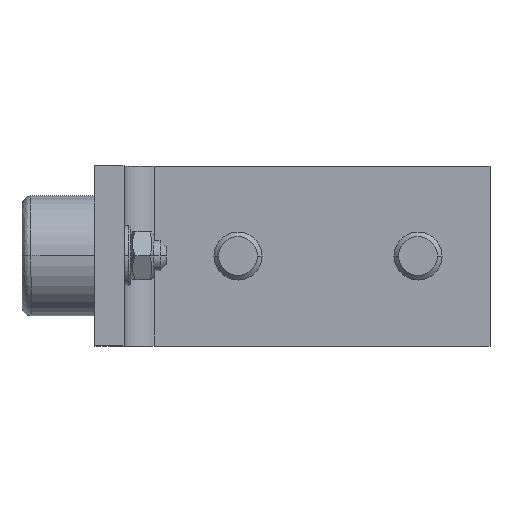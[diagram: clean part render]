
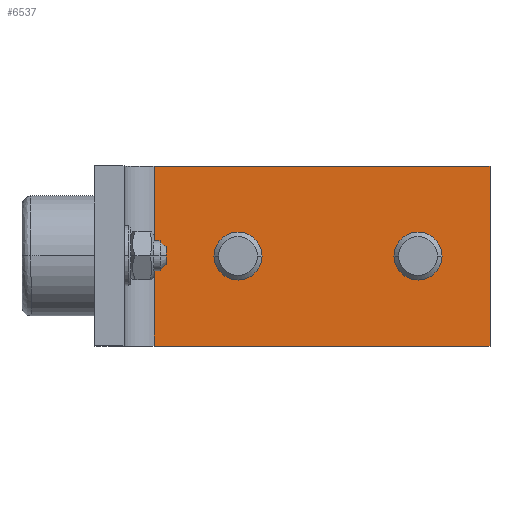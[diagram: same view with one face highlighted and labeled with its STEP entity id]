
A CAD part, top view. The second image highlights one B-rep face of the part: STEP entity #6537.
In plain terms, the highlighted planar face has unit normal (0, 0, 1).
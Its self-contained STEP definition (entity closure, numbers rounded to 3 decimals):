
#67 = VERTEX_POINT ( 'NONE', #3849 ) ;
#95 = AXIS2_PLACEMENT_3D ( 'NONE', #7003, #1557, #3987 ) ;
#117 = CARTESIAN_POINT ( 'NONE',  ( 66., -15., 5. ) ) ;
#135 = EDGE_CURVE ( 'NONE', #6578, #67, #7685, .T. ) ;
#235 = CIRCLE ( 'NONE', #95, 3.4 ) ;
#334 = CARTESIAN_POINT ( 'NONE',  ( 10., 15., 5. ) ) ;
#367 = AXIS2_PLACEMENT_3D ( 'NONE', #7359, #2875, #5812 ) ;
#504 = ORIENTED_EDGE ( 'NONE', *, *, #5361, .T. ) ;
#705 = CARTESIAN_POINT ( 'NONE',  ( 50.6, 0., 5. ) ) ;
#741 = FACE_OUTER_BOUND ( 'NONE', #5597, .T. ) ;
#747 = DIRECTION ( 'NONE',  ( 0., -1., 0. ) ) ;
#752 = EDGE_CURVE ( 'NONE', #67, #6578, #7487, .T. ) ;
#795 = FACE_BOUND ( 'NONE', #2774, .T. ) ;
#828 = EDGE_CURVE ( 'NONE', #2771, #4541, #6568, .T. ) ;
#1466 = ORIENTED_EDGE ( 'NONE', *, *, #752, .T. ) ;
#1518 = CARTESIAN_POINT ( 'NONE',  ( 66., -15., 5. ) ) ;
#1557 = DIRECTION ( 'NONE',  ( 0., 0., -1. ) ) ;
#1573 = EDGE_CURVE ( 'NONE', #2124, #4915, #235, .T. ) ;
#1577 = CARTESIAN_POINT ( 'NONE',  ( 24., 0., 5. ) ) ;
#1591 = AXIS2_PLACEMENT_3D ( 'NONE', #1577, #2884, #3451 ) ;
#1762 = ORIENTED_EDGE ( 'NONE', *, *, #828, .T. ) ;
#2013 = FACE_BOUND ( 'NONE', #3608, .T. ) ;
#2071 = EDGE_CURVE ( 'NONE', #3913, #6215, #5007, .T. ) ;
#2124 = VERTEX_POINT ( 'NONE', #705 ) ;
#2282 = CARTESIAN_POINT ( 'NONE',  ( 66., 15., 5. ) ) ;
#2353 = LINE ( 'NONE', #2962, #4705 ) ;
#2735 = CARTESIAN_POINT ( 'NONE',  ( 27.4, 0., 5. ) ) ;
#2771 = VERTEX_POINT ( 'NONE', #1518 ) ;
#2774 = EDGE_LOOP ( 'NONE', ( #5589, #6678 ) ) ;
#2807 = AXIS2_PLACEMENT_3D ( 'NONE', #3253, #3171, #6248 ) ;
#2875 = DIRECTION ( 'NONE',  ( 0., 0., -1. ) ) ;
#2884 = DIRECTION ( 'NONE',  ( 0., 0., -1. ) ) ;
#2951 = DIRECTION ( 'NONE',  ( 0., 1., 0. ) ) ;
#2962 = CARTESIAN_POINT ( 'NONE',  ( 66., 15., 5. ) ) ;
#3153 = DIRECTION ( 'NONE',  ( -1., 0., 0. ) ) ;
#3171 = DIRECTION ( 'NONE',  ( 0., 0., 1. ) ) ;
#3253 = CARTESIAN_POINT ( 'NONE',  ( 66., 15., 5. ) ) ;
#3299 = CARTESIAN_POINT ( 'NONE',  ( 10., 15., 5. ) ) ;
#3396 = ORIENTED_EDGE ( 'NONE', *, *, #3417, .T. ) ;
#3417 = EDGE_CURVE ( 'NONE', #6215, #2771, #3868, .T. ) ;
#3425 = VECTOR ( 'NONE', #2951, 1000. ) ;
#3439 = AXIS2_PLACEMENT_3D ( 'NONE', #7495, #3755, #3153 ) ;
#3451 = DIRECTION ( 'NONE',  ( -1., 0., 0. ) ) ;
#3608 = EDGE_LOOP ( 'NONE', ( #1466, #7800 ) ) ;
#3755 = DIRECTION ( 'NONE',  ( 0., 0., -1. ) ) ;
#3813 = VECTOR ( 'NONE', #4939, 1000. ) ;
#3849 = CARTESIAN_POINT ( 'NONE',  ( 20.6, 0., 5. ) ) ;
#3868 = LINE ( 'NONE', #117, #3813 ) ;
#3913 = VERTEX_POINT ( 'NONE', #334 ) ;
#3987 = DIRECTION ( 'NONE',  ( -1., 0., 0. ) ) ;
#4239 = CARTESIAN_POINT ( 'NONE',  ( 57.4, 0., 5. ) ) ;
#4444 = CIRCLE ( 'NONE', #3439, 3.4 ) ;
#4541 = VERTEX_POINT ( 'NONE', #2282 ) ;
#4705 = VECTOR ( 'NONE', #4737, 1000. ) ;
#4737 = DIRECTION ( 'NONE',  ( -1., 0., 0. ) ) ;
#4915 = VERTEX_POINT ( 'NONE', #4239 ) ;
#4939 = DIRECTION ( 'NONE',  ( 1., 0., 0. ) ) ;
#5007 = LINE ( 'NONE', #3299, #6749 ) ;
#5225 = EDGE_CURVE ( 'NONE', #4915, #2124, #4444, .T. ) ;
#5328 = CARTESIAN_POINT ( 'NONE',  ( 66., 15., 5. ) ) ;
#5361 = EDGE_CURVE ( 'NONE', #4541, #3913, #2353, .T. ) ;
#5589 = ORIENTED_EDGE ( 'NONE', *, *, #1573, .T. ) ;
#5597 = EDGE_LOOP ( 'NONE', ( #504, #7341, #3396, #1762 ) ) ;
#5812 = DIRECTION ( 'NONE',  ( -1., 0., 0. ) ) ;
#6215 = VERTEX_POINT ( 'NONE', #6921 ) ;
#6248 = DIRECTION ( 'NONE',  ( 1., 0., 0. ) ) ;
#6537 = ADVANCED_FACE ( 'NONE', ( #741, #2013, #795 ), #7466, .T. ) ;
#6568 = LINE ( 'NONE', #5328, #3425 ) ;
#6578 = VERTEX_POINT ( 'NONE', #2735 ) ;
#6678 = ORIENTED_EDGE ( 'NONE', *, *, #5225, .T. ) ;
#6749 = VECTOR ( 'NONE', #747, 1000. ) ;
#6921 = CARTESIAN_POINT ( 'NONE',  ( 10., -15., 5. ) ) ;
#7003 = CARTESIAN_POINT ( 'NONE',  ( 54., 0., 5. ) ) ;
#7341 = ORIENTED_EDGE ( 'NONE', *, *, #2071, .T. ) ;
#7359 = CARTESIAN_POINT ( 'NONE',  ( 24., 0., 5. ) ) ;
#7466 = PLANE ( 'NONE',  #2807 ) ;
#7487 = CIRCLE ( 'NONE', #367, 3.4 ) ;
#7495 = CARTESIAN_POINT ( 'NONE',  ( 54., 0., 5. ) ) ;
#7685 = CIRCLE ( 'NONE', #1591, 3.4 ) ;
#7800 = ORIENTED_EDGE ( 'NONE', *, *, #135, .T. ) ;
